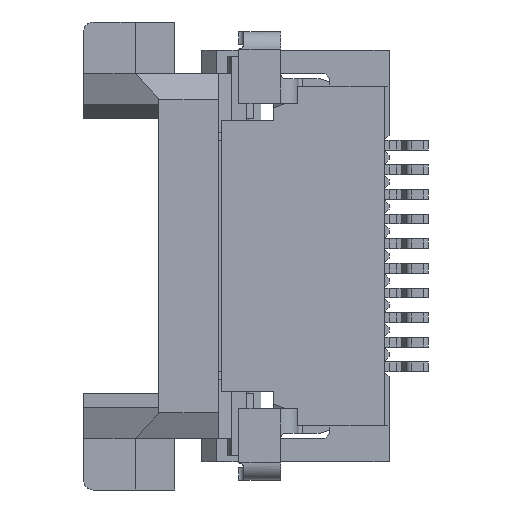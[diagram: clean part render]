
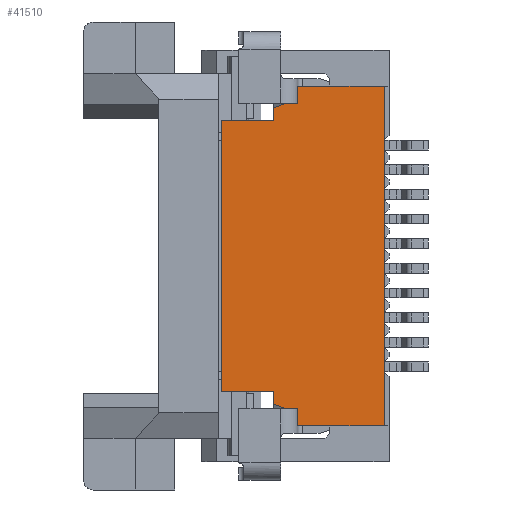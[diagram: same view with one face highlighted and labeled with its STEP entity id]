
A CAD part, left-side view. The second image highlights one B-rep face of the part: STEP entity #41510.
In plain terms, the highlighted face is planar.
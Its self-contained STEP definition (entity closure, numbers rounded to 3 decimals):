
#26220=CARTESIAN_POINT('',(0.5,34.15,-1.93));
#26230=VERTEX_POINT('',#26220);
#26260=CARTESIAN_POINT('',(0.5,34.25,-1.93));
#26270=DIRECTION('',(0.,1.,0.));
#26280=VECTOR('',#26270,1.);
#26290=LINE('',#26260,#26280);
#26300=CARTESIAN_POINT('',(0.5,32.4,-1.93));
#26310=VERTEX_POINT('',#26300);
#26320=EDGE_CURVE('',#26310,#26230,#26290,.T.);
#27180=CARTESIAN_POINT('',(0.5,34.15,-8.83));
#27190=VERTEX_POINT('',#27180);
#27220=CARTESIAN_POINT('',(0.5,34.15,-16.52));
#27230=DIRECTION('',(0.,0.,-1.));
#27240=VECTOR('',#27230,1.);
#27250=LINE('',#27220,#27240);
#27260=EDGE_CURVE('',#26230,#27190,#27250,.T.);
#34170=CARTESIAN_POINT('',(0.5,32.4,-1.205));
#34180=DIRECTION('',(0.,0.,1.));
#34190=VECTOR('',#34180,1.);
#34200=LINE('',#34170,#34190);
#34210=CARTESIAN_POINT('',(0.5,32.4,-2.28));
#34220=VERTEX_POINT('',#34210);
#34230=EDGE_CURVE('',#34220,#26310,#34200,.T.);
#40390=CARTESIAN_POINT('',(0.5,34.25,-14.055));
#40400=DIRECTION('',(-1.,0.,0.));
#40410=DIRECTION('',(0.,0.,1.));
#40420=AXIS2_PLACEMENT_3D('',#40390,#40400,#40410);
#40430=PLANE('',#40420);
#40440=CARTESIAN_POINT('',(0.5,34.25,-8.83));
#40450=DIRECTION('',(0.,1.,0.));
#40460=VECTOR('',#40450,1.);
#40470=LINE('',#40440,#40460);
#40480=CARTESIAN_POINT('',(0.5,32.4,-8.83));
#40490=VERTEX_POINT('',#40480);
#40500=EDGE_CURVE('',#40490,#27190,#40470,.T.);
#40510=ORIENTED_EDGE('',*,*,#40500,.T.);
#40520=CARTESIAN_POINT('',(0.5,32.4,-9.555));
#40530=DIRECTION('',(0.,0.,-1.));
#40540=VECTOR('',#40530,1.);
#40550=LINE('',#40520,#40540);
#40560=CARTESIAN_POINT('',(0.5,32.4,-8.48));
#40570=VERTEX_POINT('',#40560);
#40580=EDGE_CURVE('',#40570,#40490,#40550,.T.);
#40590=ORIENTED_EDGE('',*,*,#40580,.T.);
#40600=CARTESIAN_POINT('',(0.5,34.25,-8.48));
#40610=DIRECTION('',(0.,1.,0.));
#40620=VECTOR('',#40610,1.);
#40630=LINE('',#40600,#40620);
#40640=CARTESIAN_POINT('',(0.5,32.337,-8.48));
#40650=VERTEX_POINT('',#40640);
#40660=EDGE_CURVE('',#40650,#40570,#40630,.T.);
#40670=ORIENTED_EDGE('',*,*,#40660,.T.);
#40680=CARTESIAN_POINT('',(0.5,31.3,-8.48));
#40690=DIRECTION('',(0.,1.,0.));
#40700=VECTOR('',#40690,1.);
#40710=LINE('',#40680,#40700);
#40720=CARTESIAN_POINT('',(0.5,32.15,-8.48));
#40730=VERTEX_POINT('',#40720);
#40740=EDGE_CURVE('',#40730,#40650,#40710,.T.);
#40750=ORIENTED_EDGE('',*,*,#40740,.T.);
#40760=CARTESIAN_POINT('',(0.5,34.25,-9.32));
#40770=DIRECTION('',(0.,0.928,
-0.371));
#40780=VECTOR('',#40770,1.);
#40790=LINE('',#40760,#40780);
#40800=CARTESIAN_POINT('',(0.5,31.9,-8.38));
#40810=VERTEX_POINT('',#40800);
#40820=EDGE_CURVE('',#40810,#40730,#40790,.T.);
#40830=ORIENTED_EDGE('',*,*,#40820,.T.);
#40840=CARTESIAN_POINT('',(0.5,31.9,-9.555));
#40850=DIRECTION('',(0.,0.,-1.));
#40860=VECTOR('',#40850,1.);
#40870=LINE('',#40840,#40860);
#40880=CARTESIAN_POINT('',(0.5,31.9,-8.13));
#40890=VERTEX_POINT('',#40880);
#40900=EDGE_CURVE('',#40890,#40810,#40870,.T.);
#40910=ORIENTED_EDGE('',*,*,#40900,.T.);
#40920=CARTESIAN_POINT('',(0.5,34.25,-8.13));
#40930=DIRECTION('',(0.,-1.,0.));
#40940=VECTOR('',#40930,1.);
#40950=LINE('',#40920,#40940);
#40960=CARTESIAN_POINT('',(0.5,30.85,-8.13));
#40970=VERTEX_POINT('',#40960);
#40980=EDGE_CURVE('',#40890,#40970,#40950,.T.);
#40990=ORIENTED_EDGE('',*,*,#40980,.F.);
#41000=CARTESIAN_POINT('',(0.5,30.85,-14.74));
#41010=DIRECTION('',(0.,0.,-1.));
#41020=VECTOR('',#41010,1.);
#41030=LINE('',#41000,#41020);
#41040=CARTESIAN_POINT('',(0.5,30.85,-2.63));
#41050=VERTEX_POINT('',#41040);
#41060=EDGE_CURVE('',#41050,#40970,#41030,.T.);
#41070=ORIENTED_EDGE('',*,*,#41060,.T.);
#41080=CARTESIAN_POINT('',(0.5,34.25,-2.63));
#41090=DIRECTION('',(0.,-1.,0.));
#41100=VECTOR('',#41090,1.);
#41110=LINE('',#41080,#41100);
#41120=CARTESIAN_POINT('',(0.5,31.9,-2.63));
#41130=VERTEX_POINT('',#41120);
#41140=EDGE_CURVE('',#41130,#41050,#41110,.T.);
#41150=ORIENTED_EDGE('',*,*,#41140,.T.);
#41160=CARTESIAN_POINT('',(0.5,31.9,-1.205));
#41170=DIRECTION('',(0.,0.,1.));
#41180=VECTOR('',#41170,1.);
#41190=LINE('',#41160,#41180);
#41200=CARTESIAN_POINT('',(0.5,31.9,-2.38));
#41210=VERTEX_POINT('',#41200);
#41220=EDGE_CURVE('',#41130,#41210,#41190,.T.);
#41230=ORIENTED_EDGE('',*,*,#41220,.F.);
#41240=CARTESIAN_POINT('',(0.5,34.25,-1.44));
#41250=DIRECTION('',(0.,0.928,
0.371));
#41260=VECTOR('',#41250,1.);
#41270=LINE('',#41240,#41260);
#41280=CARTESIAN_POINT('',(0.5,32.15,-2.28));
#41290=VERTEX_POINT('',#41280);
#41300=EDGE_CURVE('',#41210,#41290,#41270,.T.);
#41310=ORIENTED_EDGE('',*,*,#41300,.F.);
#41320=CARTESIAN_POINT('',(0.5,31.3,-2.28));
#41330=DIRECTION('',(0.,1.,0.));
#41340=VECTOR('',#41330,1.);
#41350=LINE('',#41320,#41340);
#41360=CARTESIAN_POINT('',(0.5,32.337,-2.28));
#41370=VERTEX_POINT('',#41360);
#41380=EDGE_CURVE('',#41290,#41370,#41350,.T.);
#41390=ORIENTED_EDGE('',*,*,#41380,.F.);
#41400=CARTESIAN_POINT('',(0.5,34.25,-2.28));
#41410=DIRECTION('',(0.,1.,0.));
#41420=VECTOR('',#41410,1.);
#41430=LINE('',#41400,#41420);
#41440=EDGE_CURVE('',#41370,#34220,#41430,.T.);
#41450=ORIENTED_EDGE('',*,*,#41440,.F.);
#41460=ORIENTED_EDGE('',*,*,#34230,.F.);
#41470=ORIENTED_EDGE('',*,*,#26320,.F.);
#41480=ORIENTED_EDGE('',*,*,#27260,.F.);
#41490=EDGE_LOOP('',(#41480,#41470,#41460,#41450,#41390,#41310,#41230,
#41150,#41070,#40990,#40910,#40830,#40750,#40670,#40590,#40510));
#41500=FACE_OUTER_BOUND('',#41490,.T.);
#41510=ADVANCED_FACE('',(#41500),#40430,.F.);
